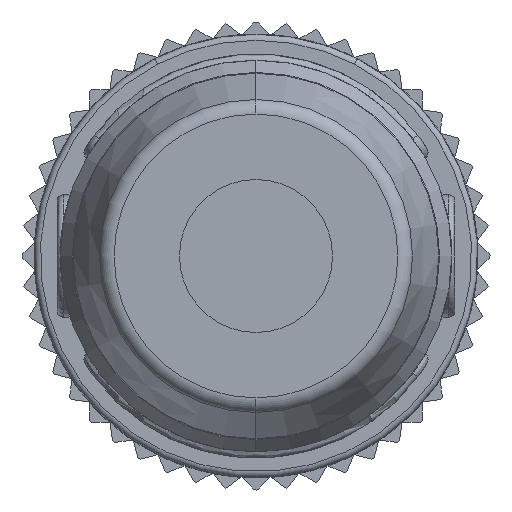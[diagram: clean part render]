
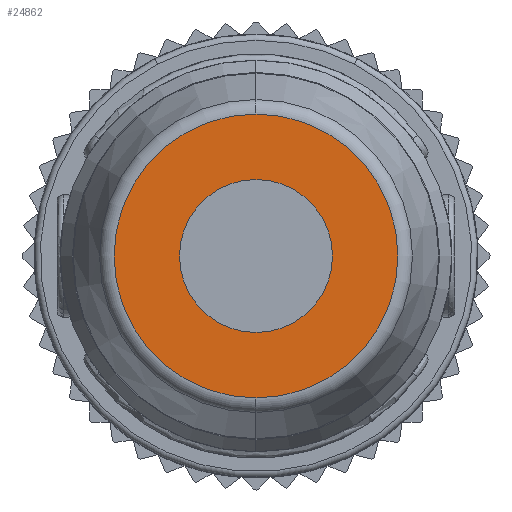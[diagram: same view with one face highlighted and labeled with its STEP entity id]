
A CAD part, left-side view. The second image highlights one B-rep face of the part: STEP entity #24862.
In plain terms, the highlighted planar face has unit normal (-1, 0, 0).
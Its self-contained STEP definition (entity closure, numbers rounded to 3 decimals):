
#9054=CARTESIAN_POINT('',(-42.9,0.,0.));
#9055=DIRECTION('',(-1.,0.,0.));
#9056=DIRECTION('',(0.,0.,1.));
#9057=AXIS2_PLACEMENT_3D('',#9054,#9055,#9056);
#9059=CARTESIAN_POINT('',(-42.9,0.,0.));
#9060=DIRECTION('',(-1.,0.,0.));
#9061=DIRECTION('',(0.,0.,-1.));
#9062=AXIS2_PLACEMENT_3D('',#9059,#9060,#9061);
#9064=CARTESIAN_POINT('',(-42.9,0.,0.));
#9065=DIRECTION('',(-1.,0.,0.));
#9066=DIRECTION('',(0.,-1.,0.));
#9067=AXIS2_PLACEMENT_3D('',#9064,#9065,#9066);
#9069=CARTESIAN_POINT('',(-42.9,0.,0.));
#9070=DIRECTION('',(-1.,0.,0.));
#9071=DIRECTION('',(0.,1.,0.));
#9072=AXIS2_PLACEMENT_3D('',#9069,#9070,#9071);
#12675=CARTESIAN_POINT('',(-42.9,0.,4.64));
#12676=CARTESIAN_POINT('',(-42.9,0.,-4.64));
#12677=VERTEX_POINT('',#12675);
#12678=VERTEX_POINT('',#12676);
#14177=CARTESIAN_POINT('',(-42.9,-2.5,0.));
#14178=CARTESIAN_POINT('',(-42.9,2.5,0.));
#14179=VERTEX_POINT('',#14177);
#14180=VERTEX_POINT('',#14178);
#24846=CARTESIAN_POINT('',(-42.9,0.,0.));
#24847=DIRECTION('',(1.,0.,0.));
#24848=DIRECTION('',(0.,0.,-1.));
#24849=AXIS2_PLACEMENT_3D('',#24846,#24847,#24848);
#24850=PLANE('',#24849);
#24851=ORIENTED_EDGE('',*,*,#24836,.F.);
#24853=ORIENTED_EDGE('',*,*,#24852,.F.);
#24854=EDGE_LOOP('',(#24851,#24853));
#24855=FACE_OUTER_BOUND('',#24854,.F.);
#24857=ORIENTED_EDGE('',*,*,#24856,.T.);
#24859=ORIENTED_EDGE('',*,*,#24858,.T.);
#24860=EDGE_LOOP('',(#24857,#24859));
#24861=FACE_BOUND('',#24860,.F.);
#24862=ADVANCED_FACE('',(#24855,#24861),#24850,.F.);
#9058=CIRCLE('',#9057,4.64);
#9063=CIRCLE('',#9062,4.64);
#9068=CIRCLE('',#9067,2.5);
#9073=CIRCLE('',#9072,2.5);
#24836=EDGE_CURVE('',#12677,#12678,#9058,.T.);
#24852=EDGE_CURVE('',#12678,#12677,#9063,.T.);
#24856=EDGE_CURVE('',#14179,#14180,#9068,.T.);
#24858=EDGE_CURVE('',#14180,#14179,#9073,.T.);
